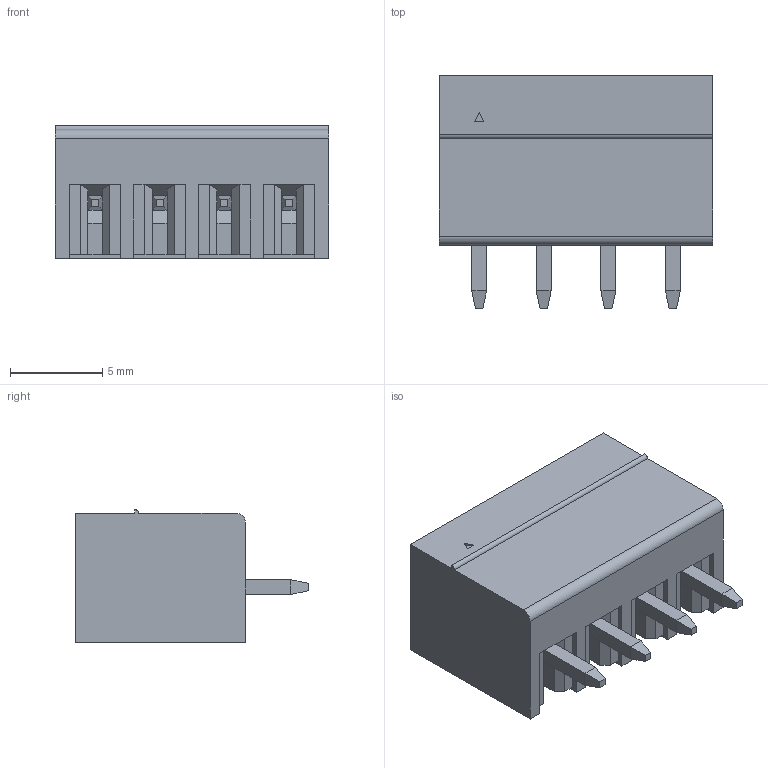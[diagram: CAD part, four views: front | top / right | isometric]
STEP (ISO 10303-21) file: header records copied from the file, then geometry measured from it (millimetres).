
FILE_DESCRIPTION (( 'STEP AP214' ), '1' );
FILE_NAME ('15EDGVC-3.5-04P-14-00AH.STEP', '2021-01-29T05:22:41', ( '' ), ( '' ), 'SwSTEP 2.0', 'SolidWorks 2020', '' );
FILE_SCHEMA (( 'AUTOMOTIVE_DESIGN' ));
Length unit declared in the file: millimetre
Products named in the file (1): 15EDGVC-3.5-04P-14-00AH
Bounding box: 14.8 x 12.6 x 7.2 mm (x, y, z)
Volume: 430.1 mm3; surface area: 1502.9 mm2
Topology: 1 solids, 1 shells, 580 faces, 1545 edges, 1006 vertices
Faces by surface type: plane 435, bspline 119, cylinder 14, torus 8, cone 4
Entity records: 27689 total; most frequent: CARTESIAN_POINT 10339, ORIENTED_EDGE 3090, DIRECTION 2271, EDGE_CURVE 1545, VECTOR 1251, LINE 1251, VERTEX_POINT 1006, EDGE_LOOP 619
